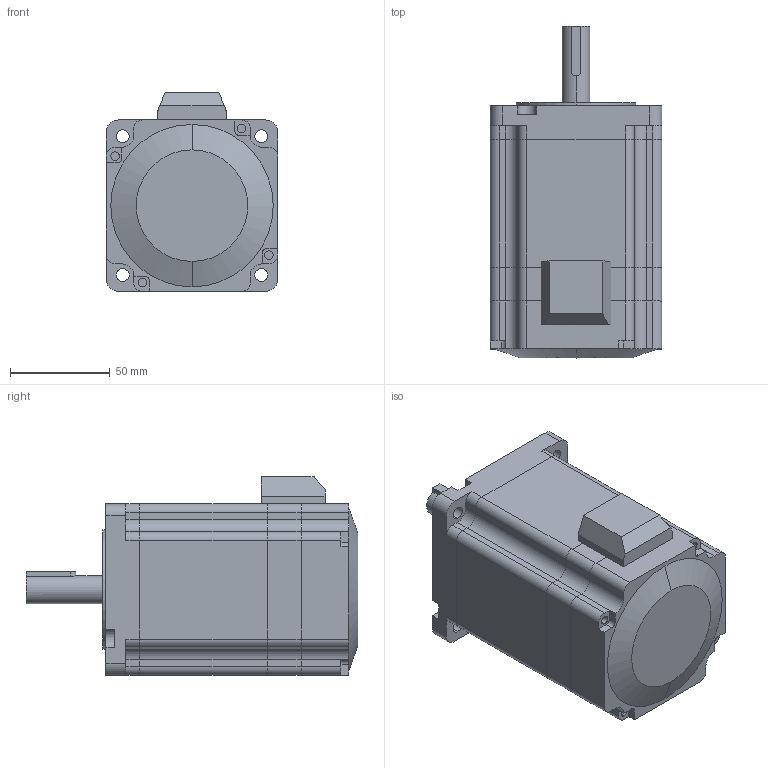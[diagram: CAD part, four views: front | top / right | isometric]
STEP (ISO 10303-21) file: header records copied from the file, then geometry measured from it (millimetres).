
FILE_DESCRIPTION (( 'STEP AP214' ), '1' );
FILE_NAME ('86AME80-E1（86HSM98D-K1440-001）.STEP', '2020-11-14T02:08:19', ( 'wimxt.com' ), ( 'wimxt.com' ), 'SwSTEP 2.0', 'SolidWorks 2014', '' );
FILE_SCHEMA (( 'AUTOMOTIVE_DESIGN' ));
Length unit declared in the file: millimetre
Products named in the file (7): 86呿蹋綴欶; 86敕遠菁釱; 86A4EC誘盄杶; 86A4EC¼ü; 86ヶ裔; 86A4EC隅赽; 86AME80-E1（86HSM98D-K1440-001）
Assembly tree (6 placements, depth 2):
  86AME80-E1（86HSM98D-K1440-001）
    86A4EC隅赽
    86ヶ裔
    86A4EC¼ü
    86A4EC誘盄杶
    86敕遠菁釱
    86呿蹋綴欶
Bounding box: 86 x 166.5 x 99.7 mm (x, y, z)
Volume: 397035.8 mm3; surface area: 125010.8 mm2
Topology: 6 solids, 7 shells, 281 faces, 742 edges, 495 vertices
Faces by surface type: cylinder 140, plane 137, cone 4
Entity records: 9158 total; most frequent: DIRECTION 1604, CARTESIAN_POINT 1567, ORIENTED_EDGE 1484, EDGE_CURVE 742, AXIS2_PLACEMENT_3D 576, VERTEX_POINT 495, LINE 452, VECTOR 452
